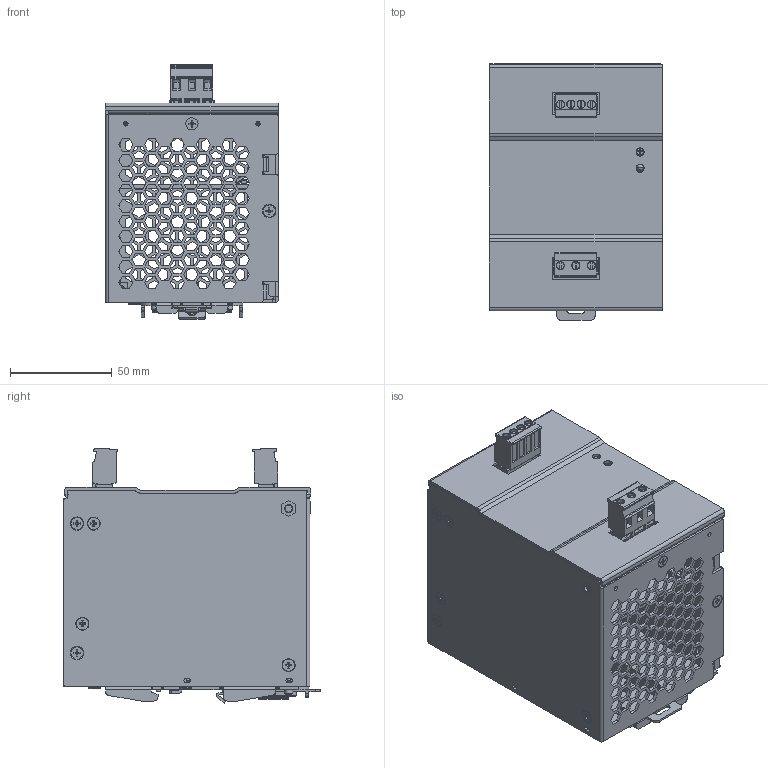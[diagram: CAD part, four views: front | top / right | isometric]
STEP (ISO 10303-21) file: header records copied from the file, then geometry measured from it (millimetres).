
FILE_DESCRIPTION (( 'STEP AP214' ), '1' );
FILE_NAME ('PSB48-240S.STEP', '2015-10-29T14:10:45', ( '' ), ( '' ), 'SwSTEP 2.0', 'SolidWorks 2014', '' );
FILE_SCHEMA (( 'AUTOMOTIVE_DESIGN' ));
Length unit declared in the file: inch
Products named in the file (39): PSB48-240S; EE_LED_2300074506_1; 3100020600_2; 3051627246_1; 310503910000_1; 3070487546_1; 310330060000; 2968118803_DCT-1188; 310000060000_1; EE_VR550_0604102205_1; 310000040000_1; 346142080000_1; 324467790000; 2958045106_PWB; 334680480000; ASSY_LATCH_50X100_ASM_2; ASSY_DCT-1186_ASM_1; 3462026200_2; ASSY_DCT-1189_ASM; 3460088100_2; 307018003400; 3461303000_2; DCT-1189-08252010; 326820910000; ASSY_DCT-1187_ASM_1; 324467800000; 3050252046_1; 330307960000_1; 3071616046_1; 330307950101_ASM_1; 2968118703_DCT-1187; 330307950101_A_STUD_6-32_1; 324467780000; 330307950101_1; 2968118603_DCT-1186_1; 330307940202_1; ASSY_PWB_EOE12010359_ASM; ASSY_DCT-1188_ASM_1; 3202315200_2
Assembly tree (60 placements, depth 4):
  PSB48-240S
    330307940202_1
    330307950101_ASM_1
      330307950101_1
      330307950101_A_STUD_6-32_1
    330307960000_1
    324467800000
    326820910000
    ASSY_LATCH_50X100_ASM_2
      3461303000_2
      3460088100_2
      3462026200_2
    ASSY_PWB_EOE12010359_ASM
      2958045106_PWB
      346142080000_1  x4
      EE_VR550_0604102205_1
      ASSY_DCT-1188_ASM_1
        2968118803_DCT-1188
        3070487546_1
        3051627246_1
        EE_LED_2300074506_1
    ASSY_DCT-1186_ASM_1
      2968118603_DCT-1186_1
      346142080000_1  x3
      324467780000
      ASSY_DCT-1187_ASM_1
        2968118703_DCT-1187
        3071616046_1
        3050252046_1
      ASSY_DCT-1189_ASM
        DCT-1189-08252010
        307018003400
    334680480000
    324467790000
    310000040000_1
    310000060000_1  x12
    310330060000
    310503910000_1  x3
    3100020600_2  x4
    3202315200_2
Bounding box: 85.1 x 126 x 125.22 mm (x, y, z)
Volume: 164803 mm3; surface area: 286529.9 mm2
Topology: 59 solids, 59 shells, 5168 faces, 13730 edges, 8787 vertices
Faces by surface type: plane 3473, cylinder 954, bspline 374, cone 235, torus 120, sphere 12
Entity records: 158000 total; most frequent: CARTESIAN_POINT 41027, ORIENTED_EDGE 23820, DIRECTION 20816, EDGE_CURVE 11910, LINE 8944, VECTOR 8944, VERTEX_POINT 7787, AXIS2_PLACEMENT_3D 5936
